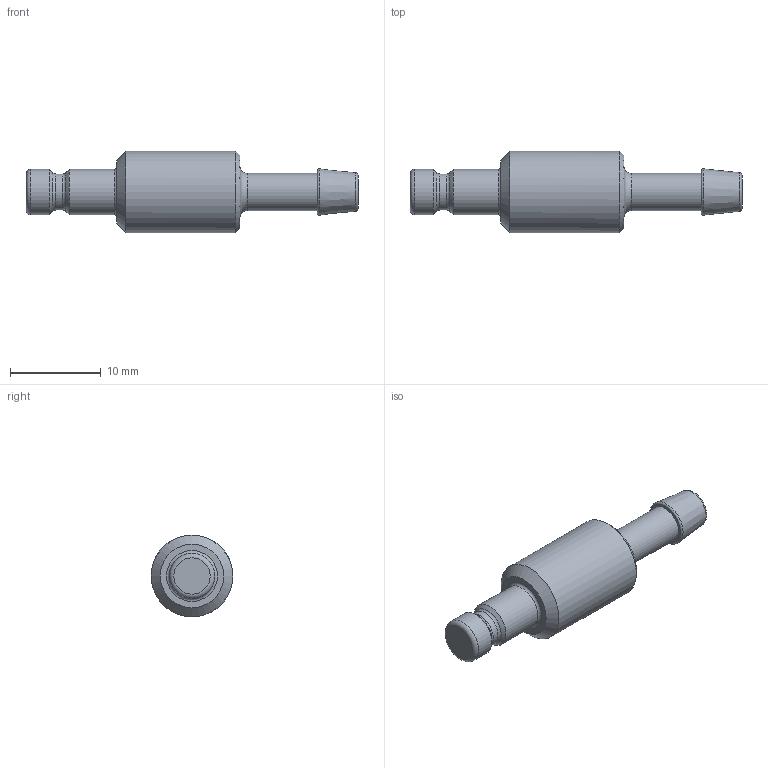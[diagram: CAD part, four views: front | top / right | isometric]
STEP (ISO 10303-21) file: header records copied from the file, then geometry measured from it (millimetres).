
FILE_DESCRIPTION((''),'2;1');
FILE_NAME('20sbtf04rvx.stp','2015-01-20T14:34:22',('IA176480'),(''),'Autodesk Inventor 2013','Autodesk Inventor 2013','');
FILE_SCHEMA(('AUTOMOTIVE_DESIGN { 1 0 10303 214 1 1 1 1 }'));
Length unit declared in the file: millimetre
Products named in the file (1): D113235
Bounding box: 36.55 x 9 x 9 mm (x, y, z)
Volume: 1201.2 mm3; surface area: 943.4 mm2
Topology: 1 solids, 3 shells, 33 faces, 62 edges, 36 vertices
Faces by surface type: cylinder 9, cone 9, torus 8, plane 7
Full cylindrical faces by diameter (mm): 3.95 x1, 4.1 x1, 5 x2, 6.8 x1, 7.3 x1, 7.46 x1, 8.1 x1, 9 x1
Entity records: 731 total; most frequent: DIRECTION 132, CARTESIAN_POINT 98, AXIS2_PLACEMENT_3D 66, ORIENTED_EDGE 64, EDGE_LOOP 64, STYLED_ITEM 34, FACE_OUTER_BOUND 33, ADVANCED_FACE 33
